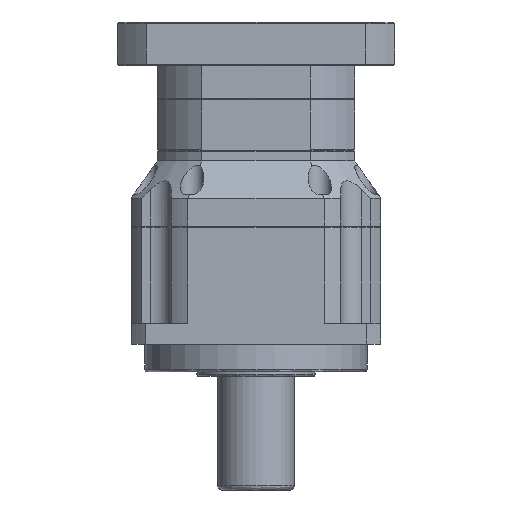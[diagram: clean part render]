
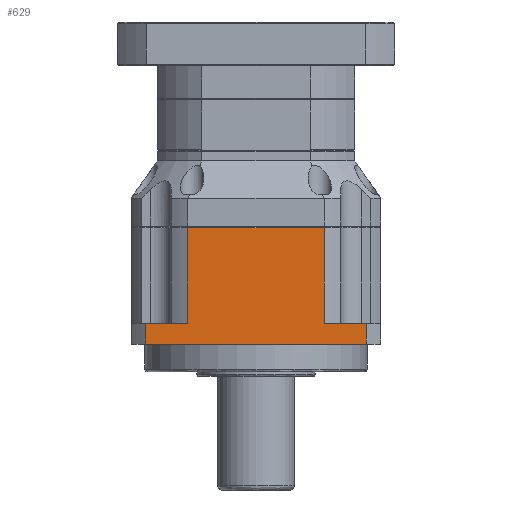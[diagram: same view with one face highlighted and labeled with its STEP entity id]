
A CAD part, front view. The second image highlights one B-rep face of the part: STEP entity #629.
In plain terms, the highlighted planar face has unit normal (0, -1, 0).
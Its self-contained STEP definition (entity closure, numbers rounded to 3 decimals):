
#587 = LINE ( 'NONE', #1381, #15894 ) ;
#629 = ADVANCED_FACE ( 'NONE', ( #18148 ), #24759, .F. ) ;
#681 = EDGE_CURVE ( 'NONE', #6982, #16216, #5032, .T. ) ;
#1381 = CARTESIAN_POINT ( 'NONE',  ( -79.373, -90., 120. ) ) ;
#1521 = EDGE_CURVE ( 'NONE', #17944, #22735, #4913, .T. ) ;
#1929 = ORIENTED_EDGE ( 'NONE', *, *, #11071, .F. ) ;
#2515 = EDGE_CURVE ( 'NONE', #16216, #15331, #18812, .T. ) ;
#2584 = CARTESIAN_POINT ( 'NONE',  ( -49.054, -90., 120. ) ) ;
#3055 = CARTESIAN_POINT ( 'NONE',  ( -79.373, -90., 120. ) ) ;
#4461 = DIRECTION ( 'NONE',  ( 0., 0., 1. ) ) ;
#4462 = CARTESIAN_POINT ( 'NONE',  ( -49.054, -90., 189. ) ) ;
#4481 = DIRECTION ( 'NONE',  ( -1., 0., 0. ) ) ;
#4913 = LINE ( 'NONE', #21732, #5533 ) ;
#5032 = LINE ( 'NONE', #23420, #15013 ) ;
#5533 = VECTOR ( 'NONE', #15769, 1000. ) ;
#6074 = CARTESIAN_POINT ( 'NONE',  ( 49.054, -90., 235.5 ) ) ;
#6123 = ORIENTED_EDGE ( 'NONE', *, *, #23903, .F. ) ;
#6134 = AXIS2_PLACEMENT_3D ( 'NONE', #24091, #24030, #23999 ) ;
#6375 = ORIENTED_EDGE ( 'NONE', *, *, #1521, .T. ) ;
#6982 = VERTEX_POINT ( 'NONE', #20206 ) ;
#7052 = ORIENTED_EDGE ( 'NONE', *, *, #2515, .F. ) ;
#8212 = VECTOR ( 'NONE', #19243, 1000. ) ;
#10263 = CARTESIAN_POINT ( 'NONE',  ( -49.054, -90., 120. ) ) ;
#10615 = VERTEX_POINT ( 'NONE', #3055 ) ;
#11071 = EDGE_CURVE ( 'NONE', #11706, #10615, #17929, .T. ) ;
#11270 = CARTESIAN_POINT ( 'NONE',  ( 79.373, -90., 120. ) ) ;
#11706 = VERTEX_POINT ( 'NONE', #22355 ) ;
#12119 = DIRECTION ( 'NONE',  ( 0., 0., -1. ) ) ;
#12245 = VERTEX_POINT ( 'NONE', #2584 ) ;
#13060 = CARTESIAN_POINT ( 'NONE',  ( 49.054, -90., 189. ) ) ;
#13080 = EDGE_CURVE ( 'NONE', #15331, #11706, #14056, .T. ) ;
#14056 = LINE ( 'NONE', #22206, #23901 ) ;
#15013 = VECTOR ( 'NONE', #22310, 1000. ) ;
#15166 = VECTOR ( 'NONE', #12119, 1000. ) ;
#15331 = VERTEX_POINT ( 'NONE', #17548 ) ;
#15333 = DIRECTION ( 'NONE',  ( 1., 0., 0. ) ) ;
#15769 = DIRECTION ( 'NONE',  ( -1., 0., 0. ) ) ;
#15894 = VECTOR ( 'NONE', #15333, 1000. ) ;
#16216 = VERTEX_POINT ( 'NONE', #16960 ) ;
#16918 = ORIENTED_EDGE ( 'NONE', *, *, #18226, .F. ) ;
#16960 = CARTESIAN_POINT ( 'NONE',  ( 79.373, -90., 120. ) ) ;
#17282 = VECTOR ( 'NONE', #4461, 1000. ) ;
#17433 = EDGE_CURVE ( 'NONE', #10615, #12245, #587, .T. ) ;
#17547 = ORIENTED_EDGE ( 'NONE', *, *, #681, .F. ) ;
#17548 = CARTESIAN_POINT ( 'NONE',  ( 79.373, -90., 105. ) ) ;
#17929 = LINE ( 'NONE', #18311, #17282 ) ;
#17944 = VERTEX_POINT ( 'NONE', #13060 ) ;
#18148 = FACE_OUTER_BOUND ( 'NONE', #19042, .T. ) ;
#18226 = EDGE_CURVE ( 'NONE', #17944, #6982, #20439, .T. ) ;
#18311 = CARTESIAN_POINT ( 'NONE',  ( -79.373, -90., 120. ) ) ;
#18791 = ORIENTED_EDGE ( 'NONE', *, *, #17433, .F. ) ;
#18812 = LINE ( 'NONE', #11270, #8212 ) ;
#19042 = EDGE_LOOP ( 'NONE', ( #6123, #18791, #1929, #22680, #7052, #17547, #16918, #6375 ) ) ;
#19207 = VECTOR ( 'NONE', #20232, 1000. ) ;
#19243 = DIRECTION ( 'NONE',  ( 0., 0., -1. ) ) ;
#20206 = CARTESIAN_POINT ( 'NONE',  ( 49.054, -90., 120. ) ) ;
#20232 = DIRECTION ( 'NONE',  ( 0., 0., 1. ) ) ;
#20439 = LINE ( 'NONE', #6074, #15166 ) ;
#21732 = CARTESIAN_POINT ( 'NONE',  ( 0., -90., 189. ) ) ;
#22206 = CARTESIAN_POINT ( 'NONE',  ( -79.373, -90., 105. ) ) ;
#22310 = DIRECTION ( 'NONE',  ( 1., 0., 0. ) ) ;
#22355 = CARTESIAN_POINT ( 'NONE',  ( -79.373, -90., 105. ) ) ;
#22680 = ORIENTED_EDGE ( 'NONE', *, *, #13080, .F. ) ;
#22735 = VERTEX_POINT ( 'NONE', #4462 ) ;
#23420 = CARTESIAN_POINT ( 'NONE',  ( -79.373, -90., 120. ) ) ;
#23901 = VECTOR ( 'NONE', #4481, 1000. ) ;
#23903 = EDGE_CURVE ( 'NONE', #12245, #22735, #24394, .T. ) ;
#23999 = DIRECTION ( 'NONE',  ( -1., 0., 0. ) ) ;
#24030 = DIRECTION ( 'NONE',  ( 0., 1., 0. ) ) ;
#24091 = CARTESIAN_POINT ( 'NONE',  ( -79.373, -90., 120. ) ) ;
#24394 = LINE ( 'NONE', #10263, #19207 ) ;
#24759 = PLANE ( 'NONE',  #6134 ) ;
